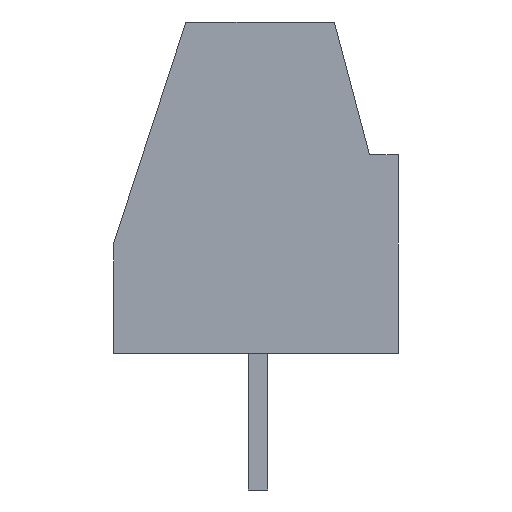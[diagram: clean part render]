
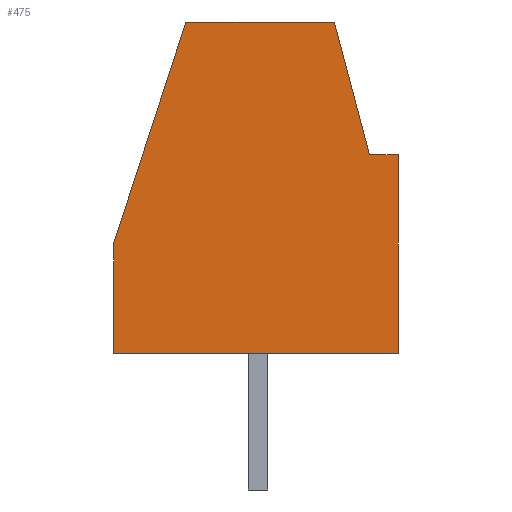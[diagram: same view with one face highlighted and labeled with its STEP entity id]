
A CAD part, left-side view. The second image highlights one B-rep face of the part: STEP entity #475.
In plain terms, the highlighted planar face has unit normal (-1, 0, 0).
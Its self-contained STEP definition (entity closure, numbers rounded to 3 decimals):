
#13=DIRECTION('',(0.,0.,1.));
#21=EDGE_CURVE('',#22,#24,#26,.T.);
#22=VERTEX_POINT('',#23);
#23=CARTESIAN_POINT('',(-1.905,-3.6,0.));
#24=VERTEX_POINT('',#25);
#25=CARTESIAN_POINT('',(-1.905,3.7,0.));
#26=LINE('',#23,#27);
#27=VECTOR('',#28,1.);
#28=DIRECTION('',(0.,1.,0.));
#35=DIRECTION('',(1.,0.,0.));
#277=VECTOR('',#278,1.);
#278=DIRECTION('',(0.,-1.,0.));
#475=ADVANCED_FACE('',(#476),#516,.F.);
#476=FACE_BOUND('',#477,.F.);
#477=EDGE_LOOP('',(#478,#485,#491,#492,#498,#505,#511));
#478=ORIENTED_EDGE('',*,*,#479,.T.);
#479=EDGE_CURVE('',#480,#482,#484,.T.);
#480=VERTEX_POINT('',#481);
#481=CARTESIAN_POINT('',(-1.905,-2.86,5.1));
#482=VERTEX_POINT('',#483);
#483=CARTESIAN_POINT('',(-1.905,-3.6,5.1));
#484=LINE('',#481,#277);
#485=ORIENTED_EDGE('',*,*,#486,.T.);
#486=EDGE_CURVE('',#482,#22,#487,.T.);
#487=LINE('',#488,#489);
#488=CARTESIAN_POINT('',(-1.905,-3.6,8.5));
#489=VECTOR('',#490,1.);
#490=DIRECTION('',(0.,0.,-1.));
#491=ORIENTED_EDGE('',*,*,#21,.T.);
#492=ORIENTED_EDGE('',*,*,#493,.T.);
#493=EDGE_CURVE('',#24,#494,#496,.T.);
#494=VERTEX_POINT('',#495);
#495=CARTESIAN_POINT('',(-1.905,3.7,2.81));
#496=LINE('',#25,#497);
#497=VECTOR('',#13,1.);
#498=ORIENTED_EDGE('',*,*,#499,.F.);
#499=EDGE_CURVE('',#500,#494,#502,.T.);
#500=VERTEX_POINT('',#501);
#501=CARTESIAN_POINT('',(-1.905,1.85,8.5));
#502=LINE('',#501,#503);
#503=VECTOR('',#504,1.);
#504=DIRECTION('',(0.,0.309,-0.951));
#505=ORIENTED_EDGE('',*,*,#506,.T.);
#506=EDGE_CURVE('',#500,#507,#509,.T.);
#507=VERTEX_POINT('',#508);
#508=CARTESIAN_POINT('',(-1.905,-1.96,8.5));
#509=LINE('',#510,#277);
#510=CARTESIAN_POINT('',(-1.905,3.7,8.5));
#511=ORIENTED_EDGE('',*,*,#512,.T.);
#512=EDGE_CURVE('',#507,#480,#513,.T.);
#513=LINE('',#508,#514);
#514=VECTOR('',#515,1.);
#515=DIRECTION('',(0.,-0.256,-0.967));
#516=PLANE('',#517);
#517=AXIS2_PLACEMENT_3D('',#518,#35,#519);
#518=CARTESIAN_POINT('',(-1.905,0.05,4.25));
#519=DIRECTION('',(-0.,0.,1.));
